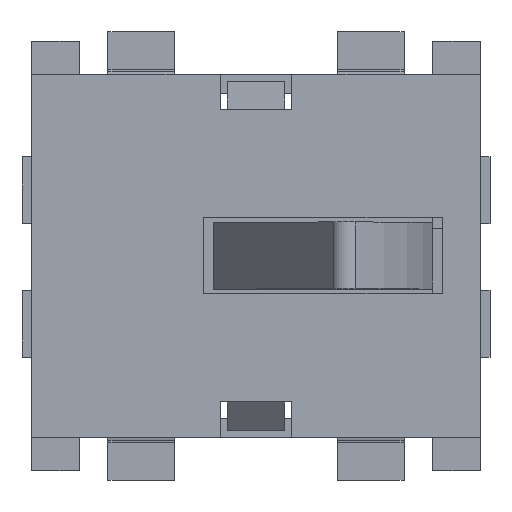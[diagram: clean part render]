
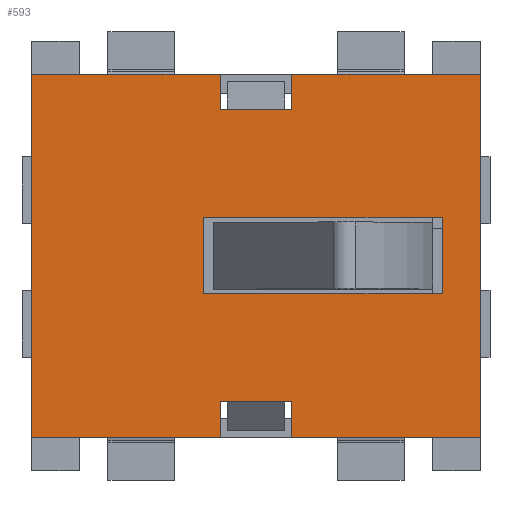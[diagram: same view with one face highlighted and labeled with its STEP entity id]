
A CAD part, top view. The second image highlights one B-rep face of the part: STEP entity #593.
In plain terms, the highlighted face is planar.
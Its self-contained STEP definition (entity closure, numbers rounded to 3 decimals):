
#593 = ADVANCED_FACE( '', ( #1231, #1232 ), #1233, .T. );
#1231 = FACE_OUTER_BOUND( '', #1928, .T. );
#1232 = FACE_BOUND( '', #1929, .T. );
#1233 = PLANE( '', #1930 );
#1928 = EDGE_LOOP( '', ( #3527, #3528, #3529, #3530, #3531, #3532, #3533, #3534, #3535, #3536, #3537, #3538 ) );
#1929 = EDGE_LOOP( '', ( #3539, #3540, #3541, #3542 ) );
#1930 = AXIS2_PLACEMENT_3D( '', #3543, #3544, #3545 );
#3527 = ORIENTED_EDGE( '', *, *, #4683, .T. );
#3528 = ORIENTED_EDGE( '', *, *, #4931, .T. );
#3529 = ORIENTED_EDGE( '', *, *, #4418, .T. );
#3530 = ORIENTED_EDGE( '', *, *, #4932, .T. );
#3531 = ORIENTED_EDGE( '', *, *, #4754, .T. );
#3532 = ORIENTED_EDGE( '', *, *, #4743, .F. );
#3533 = ORIENTED_EDGE( '', *, *, #4933, .T. );
#3534 = ORIENTED_EDGE( '', *, *, #4869, .T. );
#3535 = ORIENTED_EDGE( '', *, *, #4758, .T. );
#3536 = ORIENTED_EDGE( '', *, *, #4934, .T. );
#3537 = ORIENTED_EDGE( '', *, *, #4408, .T. );
#3538 = ORIENTED_EDGE( '', *, *, #4935, .F. );
#3539 = ORIENTED_EDGE( '', *, *, #4936, .T. );
#3540 = ORIENTED_EDGE( '', *, *, #4937, .T. );
#3541 = ORIENTED_EDGE( '', *, *, #4595, .T. );
#3542 = ORIENTED_EDGE( '', *, *, #4677, .T. );
#3543 = CARTESIAN_POINT( '', ( 0., 0., -1.6 ) );
#3544 = DIRECTION( '', ( 0., 0., -1. ) );
#3545 = DIRECTION( '', ( -1., 0., 0. ) );
#4408 = EDGE_CURVE( '', #5356, #5354, #5357, .T. );
#4418 = EDGE_CURVE( '', #5349, #5374, #5376, .T. );
#4595 = EDGE_CURVE( '', #5658, #5663, #5665, .T. );
#4677 = EDGE_CURVE( '', #5663, #5780, #5782, .T. );
#4683 = EDGE_CURVE( '', #5791, #5788, #5792, .T. );
#4743 = EDGE_CURVE( '', #5882, #5875, #5884, .T. );
#4754 = EDGE_CURVE( '', #5898, #5875, #5899, .T. );
#4758 = EDGE_CURVE( '', #5904, #5902, #5905, .T. );
#4869 = EDGE_CURVE( '', #6062, #5904, #6063, .T. );
#4931 = EDGE_CURVE( '', #5788, #5349, #6141, .T. );
#4932 = EDGE_CURVE( '', #5374, #5898, #6142, .T. );
#4933 = EDGE_CURVE( '', #5882, #6062, #6143, .T. );
#4934 = EDGE_CURVE( '', #5902, #5356, #6144, .T. );
#4935 = EDGE_CURVE( '', #5791, #5354, #6145, .T. );
#4936 = EDGE_CURVE( '', #5780, #6146, #6147, .T. );
#4937 = EDGE_CURVE( '', #6146, #5658, #6148, .T. );
#5349 = VERTEX_POINT( '', #6684 );
#5354 = VERTEX_POINT( '', #6691 );
#5356 = VERTEX_POINT( '', #6694 );
#5357 = LINE( '', #6695, #6696 );
#5374 = VERTEX_POINT( '', #6721 );
#5376 = LINE( '', #6724, #6725 );
#5658 = VERTEX_POINT( '', #7132 );
#5663 = VERTEX_POINT( '', #7139 );
#5665 = LINE( '', #7142, #7143 );
#5780 = VERTEX_POINT( '', #7311 );
#5782 = LINE( '', #7314, #7315 );
#5788 = VERTEX_POINT( '', #7323 );
#5791 = VERTEX_POINT( '', #7327 );
#5792 = LINE( '', #7328, #7329 );
#5875 = VERTEX_POINT( '', #7453 );
#5882 = VERTEX_POINT( '', #7464 );
#5884 = LINE( '', #7467, #7468 );
#5898 = VERTEX_POINT( '', #7488 );
#5899 = LINE( '', #7489, #7490 );
#5902 = VERTEX_POINT( '', #7495 );
#5904 = VERTEX_POINT( '', #7498 );
#5905 = LINE( '', #7499, #7500 );
#6062 = VERTEX_POINT( '', #7731 );
#6063 = LINE( '', #7732, #7733 );
#6141 = LINE( '', #7850, #7851 );
#6142 = LINE( '', #7852, #7853 );
#6143 = LINE( '', #7854, #7855 );
#6144 = LINE( '', #7856, #7857 );
#6145 = LINE( '', #7858, #7859 );
#6146 = VERTEX_POINT( '', #7860 );
#6147 = LINE( '', #7861, #7862 );
#6148 = LINE( '', #7863, #7864 );
#6684 = CARTESIAN_POINT( '', ( 0.375, 1.9, -1.6 ) );
#6691 = CARTESIAN_POINT( '', ( -0.375, 1.9, -1.6 ) );
#6694 = CARTESIAN_POINT( '', ( -2.35, 1.9, -1.6 ) );
#6695 = CARTESIAN_POINT( '', ( -2.35, 1.9, -1.6 ) );
#6696 = VECTOR( '', #8231, 1000. );
#6721 = CARTESIAN_POINT( '', ( 2.35, 1.9, -1.6 ) );
#6724 = CARTESIAN_POINT( '', ( -2.35, 1.9, -1.6 ) );
#6725 = VECTOR( '', #8241, 1000. );
#7132 = CARTESIAN_POINT( '', ( -0.55, 0.4, -1.6 ) );
#7139 = CARTESIAN_POINT( '', ( -0.55, -0.4, -1.6 ) );
#7142 = CARTESIAN_POINT( '', ( -0.55, 0., -1.6 ) );
#7143 = VECTOR( '', #8412, 1000. );
#7311 = CARTESIAN_POINT( '', ( 1.95, -0.4, -1.6 ) );
#7314 = CARTESIAN_POINT( '', ( 0., -0.4, -1.6 ) );
#7315 = VECTOR( '', #8488, 1000. );
#7323 = CARTESIAN_POINT( '', ( 0.375, 1.525, -1.6 ) );
#7327 = CARTESIAN_POINT( '', ( -0.375, 1.525, -1.6 ) );
#7328 = CARTESIAN_POINT( '', ( -0.375, 1.525, -1.6 ) );
#7329 = VECTOR( '', #8492, 1000. );
#7453 = CARTESIAN_POINT( '', ( 0.375, -1.9, -1.6 ) );
#7464 = CARTESIAN_POINT( '', ( 0.375, -1.525, -1.6 ) );
#7467 = CARTESIAN_POINT( '', ( 0.375, -1.525, -1.6 ) );
#7468 = VECTOR( '', #8545, 1000. );
#7488 = CARTESIAN_POINT( '', ( 2.35, -1.9, -1.6 ) );
#7489 = CARTESIAN_POINT( '', ( 2.35, -1.9, -1.6 ) );
#7490 = VECTOR( '', #8552, 1000. );
#7495 = CARTESIAN_POINT( '', ( -2.35, -1.9, -1.6 ) );
#7498 = CARTESIAN_POINT( '', ( -0.375, -1.9, -1.6 ) );
#7499 = CARTESIAN_POINT( '', ( 2.35, -1.9, -1.6 ) );
#7500 = VECTOR( '', #8556, 1000. );
#7731 = CARTESIAN_POINT( '', ( -0.375, -1.525, -1.6 ) );
#7732 = CARTESIAN_POINT( '', ( -0.375, -1.525, -1.6 ) );
#7733 = VECTOR( '', #8649, 1000. );
#7850 = CARTESIAN_POINT( '', ( 0.375, 1.525, -1.6 ) );
#7851 = VECTOR( '', #8701, 1000. );
#7852 = CARTESIAN_POINT( '', ( 2.35, 1.9, -1.6 ) );
#7853 = VECTOR( '', #8702, 1000. );
#7854 = CARTESIAN_POINT( '', ( 0.375, -1.525, -1.6 ) );
#7855 = VECTOR( '', #8703, 1000. );
#7856 = CARTESIAN_POINT( '', ( -2.35, -1.9, -1.6 ) );
#7857 = VECTOR( '', #8704, 1000. );
#7858 = CARTESIAN_POINT( '', ( -0.375, 1.525, -1.6 ) );
#7859 = VECTOR( '', #8705, 1000. );
#7860 = CARTESIAN_POINT( '', ( 1.95, 0.4, -1.6 ) );
#7861 = CARTESIAN_POINT( '', ( 1.95, 0., -1.6 ) );
#7862 = VECTOR( '', #8706, 1000. );
#7863 = CARTESIAN_POINT( '', ( 0., 0.4, -1.6 ) );
#7864 = VECTOR( '', #8707, 1000. );
#8231 = DIRECTION( '', ( 1., 0., 0. ) );
#8241 = DIRECTION( '', ( 1., 0., 0. ) );
#8412 = DIRECTION( '', ( 0., -1., 0. ) );
#8488 = DIRECTION( '', ( 1., 0., 0. ) );
#8492 = DIRECTION( '', ( 1., 0., 0. ) );
#8545 = DIRECTION( '', ( 0., -1., 0. ) );
#8552 = DIRECTION( '', ( -1., 0., 0. ) );
#8556 = DIRECTION( '', ( -1., 0., 0. ) );
#8649 = DIRECTION( '', ( 0., -1., 0. ) );
#8701 = DIRECTION( '', ( 0., 1., 0. ) );
#8702 = DIRECTION( '', ( 0., -1., 0. ) );
#8703 = DIRECTION( '', ( -1., 0., 0. ) );
#8704 = DIRECTION( '', ( 0., 1., 0. ) );
#8705 = DIRECTION( '', ( 0., 1., 0. ) );
#8706 = DIRECTION( '', ( 0., 1., 0. ) );
#8707 = DIRECTION( '', ( -1., 0., 0. ) );
